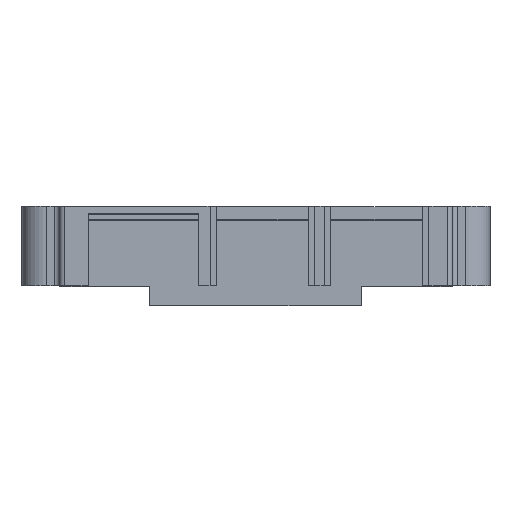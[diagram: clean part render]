
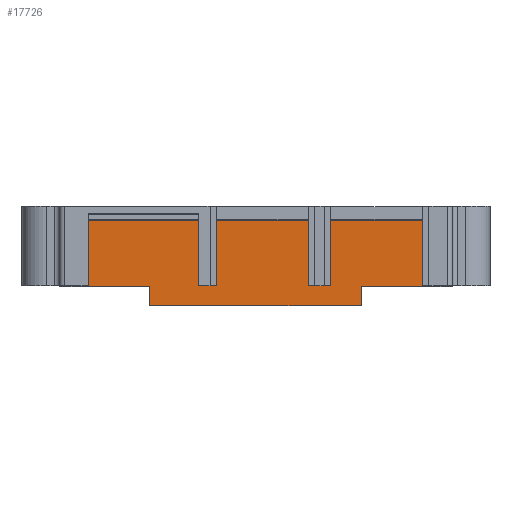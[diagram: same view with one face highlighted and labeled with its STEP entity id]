
A CAD part, top view. The second image highlights one B-rep face of the part: STEP entity #17726.
In plain terms, the highlighted planar face has unit normal (0, 0, 1).
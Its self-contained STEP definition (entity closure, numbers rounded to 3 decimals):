
#101 = PLANE('',#102);
#102 = AXIS2_PLACEMENT_3D('',#103,#104,#105);
#103 = CARTESIAN_POINT('',(62.,-10.5,-95.));
#104 = DIRECTION('',(0.,1.,0.));
#105 = DIRECTION('',(0.,0.,1.));
#725 = VERTEX_POINT('',#726);
#726 = CARTESIAN_POINT('',(47.6,-10.5,-93.));
#740 = PLANE('',#741);
#741 = AXIS2_PLACEMENT_3D('',#742,#743,#744);
#742 = CARTESIAN_POINT('',(47.6,-7.65,-95.));
#743 = DIRECTION('',(1.,0.,0.));
#744 = DIRECTION('',(0.,-1.,0.));
#752 = EDGE_CURVE('',#725,#753,#755,.T.);
#753 = VERTEX_POINT('',#754);
#754 = CARTESIAN_POINT('',(59.,-10.5,-93.));
#755 = SURFACE_CURVE('',#756,(#760,#767),.PCURVE_S1.);
#756 = LINE('',#757,#758);
#757 = CARTESIAN_POINT('',(47.6,-10.5,-93.));
#758 = VECTOR('',#759,1.);
#759 = DIRECTION('',(1.,0.,0.));
#760 = PCURVE('',#101,#761);
#761 = DEFINITIONAL_REPRESENTATION('',(#762),#766);
#762 = LINE('',#763,#764);
#763 = CARTESIAN_POINT('',(2.,-14.4));
#764 = VECTOR('',#765,1.);
#765 = DIRECTION('',(0.,1.));
#766 = ( GEOMETRIC_REPRESENTATION_CONTEXT(2) 
PARAMETRIC_REPRESENTATION_CONTEXT() REPRESENTATION_CONTEXT('2D SPACE',''
  ) );
#767 = PCURVE('',#768,#773);
#768 = PLANE('',#769);
#769 = AXIS2_PLACEMENT_3D('',#770,#771,#772);
#770 = CARTESIAN_POINT('',(2.,2.,-93.));
#771 = DIRECTION('',(0.,0.,1.));
#772 = DIRECTION('',(1.,0.,0.));
#773 = DEFINITIONAL_REPRESENTATION('',(#774),#778);
#774 = LINE('',#775,#776);
#775 = CARTESIAN_POINT('',(45.6,-12.5));
#776 = VECTOR('',#777,1.);
#777 = DIRECTION('',(1.,0.));
#778 = ( GEOMETRIC_REPRESENTATION_CONTEXT(2) 
PARAMETRIC_REPRESENTATION_CONTEXT() REPRESENTATION_CONTEXT('2D SPACE',''
  ) );
#797 = CYLINDRICAL_SURFACE('',#798,1.);
#798 = AXIS2_PLACEMENT_3D('',#799,#800,#801);
#799 = CARTESIAN_POINT('',(59.,-33.706,-92.));
#800 = DIRECTION('',(0.,1.,0.));
#801 = DIRECTION('',(1.,0.,0.));
#17263 = PLANE('',#17264);
#17264 = AXIS2_PLACEMENT_3D('',#17265,#17266,#17267);
#17265 = CARTESIAN_POINT('',(0.,0.,0.));
#17266 = DIRECTION('',(0.,1.,0.));
#17267 = DIRECTION('',(1.,0.,0.));
#17458 = PLANE('',#17459);
#17459 = AXIS2_PLACEMENT_3D('',#17460,#17461,#17462);
#17460 = CARTESIAN_POINT('',(47.6,-13.5,-95.));
#17461 = DIRECTION('',(0.,-1.,0.));
#17462 = DIRECTION('',(-1.,0.,0.));
#17640 = PLANE('',#17641);
#17641 = AXIS2_PLACEMENT_3D('',#17642,#17643,#17644);
#17642 = CARTESIAN_POINT('',(62.,-10.5,-95.));
#17643 = DIRECTION('',(0.,1.,0.));
#17644 = DIRECTION('',(0.,0.,1.));
#17666 = PLANE('',#17667);
#17667 = AXIS2_PLACEMENT_3D('',#17668,#17669,#17670);
#17668 = CARTESIAN_POINT('',(14.2,-13.5,-95.));
#17669 = DIRECTION('',(-1.,0.,0.));
#17670 = DIRECTION('',(0.,1.,0.));
#17684 = VERTEX_POINT('',#17685);
#17685 = CARTESIAN_POINT('',(47.6,-13.5,-93.));
#17706 = EDGE_CURVE('',#725,#17684,#17707,.T.);
#17707 = SURFACE_CURVE('',#17708,(#17712,#17719),.PCURVE_S1.);
#17708 = LINE('',#17709,#17710);
#17709 = CARTESIAN_POINT('',(47.6,-10.5,-93.));
#17710 = VECTOR('',#17711,1.);
#17711 = DIRECTION('',(0.,-1.,0.));
#17712 = PCURVE('',#740,#17713);
#17713 = DEFINITIONAL_REPRESENTATION('',(#17714),#17718);
#17714 = LINE('',#17715,#17716);
#17715 = CARTESIAN_POINT('',(2.85,-2.));
#17716 = VECTOR('',#17717,1.);
#17717 = DIRECTION('',(1.,0.));
#17718 = ( GEOMETRIC_REPRESENTATION_CONTEXT(2) 
PARAMETRIC_REPRESENTATION_CONTEXT() REPRESENTATION_CONTEXT('2D SPACE',''
  ) );
#17719 = PCURVE('',#768,#17720);
#17720 = DEFINITIONAL_REPRESENTATION('',(#17721),#17725);
#17721 = LINE('',#17722,#17723);
#17722 = CARTESIAN_POINT('',(45.6,-12.5));
#17723 = VECTOR('',#17724,1.);
#17724 = DIRECTION('',(0.,-1.));
#17725 = ( GEOMETRIC_REPRESENTATION_CONTEXT(2) 
PARAMETRIC_REPRESENTATION_CONTEXT() REPRESENTATION_CONTEXT('2D SPACE',''
  ) );
#17726 = ADVANCED_FACE('',(#17727),#768,.T.);
#17727 = FACE_BOUND('',#17728,.T.);
#17728 = EDGE_LOOP('',(#17729,#17730,#17753,#17776,#17804,#17827,#17850,
    #17871));
#17729 = ORIENTED_EDGE('',*,*,#752,.T.);
#17730 = ORIENTED_EDGE('',*,*,#17731,.T.);
#17731 = EDGE_CURVE('',#753,#17732,#17734,.T.);
#17732 = VERTEX_POINT('',#17733);
#17733 = CARTESIAN_POINT('',(59.,0.,-93.));
#17734 = SURFACE_CURVE('',#17735,(#17739,#17746),.PCURVE_S1.);
#17735 = LINE('',#17736,#17737);
#17736 = CARTESIAN_POINT('',(59.,-10.5,-93.));
#17737 = VECTOR('',#17738,1.);
#17738 = DIRECTION('',(0.,1.,0.));
#17739 = PCURVE('',#768,#17740);
#17740 = DEFINITIONAL_REPRESENTATION('',(#17741),#17745);
#17741 = LINE('',#17742,#17743);
#17742 = CARTESIAN_POINT('',(57.,-12.5));
#17743 = VECTOR('',#17744,1.);
#17744 = DIRECTION('',(0.,1.));
#17745 = ( GEOMETRIC_REPRESENTATION_CONTEXT(2) 
PARAMETRIC_REPRESENTATION_CONTEXT() REPRESENTATION_CONTEXT('2D SPACE',''
  ) );
#17746 = PCURVE('',#797,#17747);
#17747 = DEFINITIONAL_REPRESENTATION('',(#17748),#17752);
#17748 = LINE('',#17749,#17750);
#17749 = CARTESIAN_POINT('',(1.571,23.206));
#17750 = VECTOR('',#17751,1.);
#17751 = DIRECTION('',(0.,1.));
#17752 = ( GEOMETRIC_REPRESENTATION_CONTEXT(2) 
PARAMETRIC_REPRESENTATION_CONTEXT() REPRESENTATION_CONTEXT('2D SPACE',''
  ) );
#17753 = ORIENTED_EDGE('',*,*,#17754,.T.);
#17754 = EDGE_CURVE('',#17732,#17755,#17757,.T.);
#17755 = VERTEX_POINT('',#17756);
#17756 = CARTESIAN_POINT('',(3.,0.,-93.));
#17757 = SURFACE_CURVE('',#17758,(#17762,#17769),.PCURVE_S1.);
#17758 = LINE('',#17759,#17760);
#17759 = CARTESIAN_POINT('',(59.,0.,-93.));
#17760 = VECTOR('',#17761,1.);
#17761 = DIRECTION('',(-1.,0.,0.));
#17762 = PCURVE('',#768,#17763);
#17763 = DEFINITIONAL_REPRESENTATION('',(#17764),#17768);
#17764 = LINE('',#17765,#17766);
#17765 = CARTESIAN_POINT('',(57.,-2.));
#17766 = VECTOR('',#17767,1.);
#17767 = DIRECTION('',(-1.,0.));
#17768 = ( GEOMETRIC_REPRESENTATION_CONTEXT(2) 
PARAMETRIC_REPRESENTATION_CONTEXT() REPRESENTATION_CONTEXT('2D SPACE',''
  ) );
#17769 = PCURVE('',#17263,#17770);
#17770 = DEFINITIONAL_REPRESENTATION('',(#17771),#17775);
#17771 = LINE('',#17772,#17773);
#17772 = CARTESIAN_POINT('',(59.,93.));
#17773 = VECTOR('',#17774,1.);
#17774 = DIRECTION('',(-1.,0.));
#17775 = ( GEOMETRIC_REPRESENTATION_CONTEXT(2) 
PARAMETRIC_REPRESENTATION_CONTEXT() REPRESENTATION_CONTEXT('2D SPACE',''
  ) );
#17776 = ORIENTED_EDGE('',*,*,#17777,.F.);
#17777 = EDGE_CURVE('',#17778,#17755,#17780,.T.);
#17778 = VERTEX_POINT('',#17779);
#17779 = CARTESIAN_POINT('',(3.,-10.5,-93.));
#17780 = SURFACE_CURVE('',#17781,(#17785,#17792),.PCURVE_S1.);
#17781 = LINE('',#17782,#17783);
#17782 = CARTESIAN_POINT('',(3.,-10.5,-93.));
#17783 = VECTOR('',#17784,1.);
#17784 = DIRECTION('',(0.,1.,0.));
#17785 = PCURVE('',#768,#17786);
#17786 = DEFINITIONAL_REPRESENTATION('',(#17787),#17791);
#17787 = LINE('',#17788,#17789);
#17788 = CARTESIAN_POINT('',(1.,-12.5));
#17789 = VECTOR('',#17790,1.);
#17790 = DIRECTION('',(0.,1.));
#17791 = ( GEOMETRIC_REPRESENTATION_CONTEXT(2) 
PARAMETRIC_REPRESENTATION_CONTEXT() REPRESENTATION_CONTEXT('2D SPACE',''
  ) );
#17792 = PCURVE('',#17793,#17798);
#17793 = CYLINDRICAL_SURFACE('',#17794,1.);
#17794 = AXIS2_PLACEMENT_3D('',#17795,#17796,#17797);
#17795 = CARTESIAN_POINT('',(3.,-33.706,-92.));
#17796 = DIRECTION('',(0.,1.,0.));
#17797 = DIRECTION('',(0.,0.,-1.));
#17798 = DEFINITIONAL_REPRESENTATION('',(#17799),#17803);
#17799 = LINE('',#17800,#17801);
#17800 = CARTESIAN_POINT('',(0.,23.206));
#17801 = VECTOR('',#17802,1.);
#17802 = DIRECTION('',(0.,1.));
#17803 = ( GEOMETRIC_REPRESENTATION_CONTEXT(2) 
PARAMETRIC_REPRESENTATION_CONTEXT() REPRESENTATION_CONTEXT('2D SPACE',''
  ) );
#17804 = ORIENTED_EDGE('',*,*,#17805,.T.);
#17805 = EDGE_CURVE('',#17778,#17806,#17808,.T.);
#17806 = VERTEX_POINT('',#17807);
#17807 = CARTESIAN_POINT('',(14.2,-10.5,-93.));
#17808 = SURFACE_CURVE('',#17809,(#17813,#17820),.PCURVE_S1.);
#17809 = LINE('',#17810,#17811);
#17810 = CARTESIAN_POINT('',(3.,-10.5,-93.));
#17811 = VECTOR('',#17812,1.);
#17812 = DIRECTION('',(1.,0.,0.));
#17813 = PCURVE('',#768,#17814);
#17814 = DEFINITIONAL_REPRESENTATION('',(#17815),#17819);
#17815 = LINE('',#17816,#17817);
#17816 = CARTESIAN_POINT('',(1.,-12.5));
#17817 = VECTOR('',#17818,1.);
#17818 = DIRECTION('',(1.,0.));
#17819 = ( GEOMETRIC_REPRESENTATION_CONTEXT(2) 
PARAMETRIC_REPRESENTATION_CONTEXT() REPRESENTATION_CONTEXT('2D SPACE',''
  ) );
#17820 = PCURVE('',#17640,#17821);
#17821 = DEFINITIONAL_REPRESENTATION('',(#17822),#17826);
#17822 = LINE('',#17823,#17824);
#17823 = CARTESIAN_POINT('',(2.,-59.));
#17824 = VECTOR('',#17825,1.);
#17825 = DIRECTION('',(0.,1.));
#17826 = ( GEOMETRIC_REPRESENTATION_CONTEXT(2) 
PARAMETRIC_REPRESENTATION_CONTEXT() REPRESENTATION_CONTEXT('2D SPACE',''
  ) );
#17827 = ORIENTED_EDGE('',*,*,#17828,.F.);
#17828 = EDGE_CURVE('',#17829,#17806,#17831,.T.);
#17829 = VERTEX_POINT('',#17830);
#17830 = CARTESIAN_POINT('',(14.2,-13.5,-93.));
#17831 = SURFACE_CURVE('',#17832,(#17836,#17843),.PCURVE_S1.);
#17832 = LINE('',#17833,#17834);
#17833 = CARTESIAN_POINT('',(14.2,-13.5,-93.));
#17834 = VECTOR('',#17835,1.);
#17835 = DIRECTION('',(0.,1.,0.));
#17836 = PCURVE('',#768,#17837);
#17837 = DEFINITIONAL_REPRESENTATION('',(#17838),#17842);
#17838 = LINE('',#17839,#17840);
#17839 = CARTESIAN_POINT('',(12.2,-15.5));
#17840 = VECTOR('',#17841,1.);
#17841 = DIRECTION('',(0.,1.));
#17842 = ( GEOMETRIC_REPRESENTATION_CONTEXT(2) 
PARAMETRIC_REPRESENTATION_CONTEXT() REPRESENTATION_CONTEXT('2D SPACE',''
  ) );
#17843 = PCURVE('',#17666,#17844);
#17844 = DEFINITIONAL_REPRESENTATION('',(#17845),#17849);
#17845 = LINE('',#17846,#17847);
#17846 = CARTESIAN_POINT('',(0.,-2.));
#17847 = VECTOR('',#17848,1.);
#17848 = DIRECTION('',(1.,0.));
#17849 = ( GEOMETRIC_REPRESENTATION_CONTEXT(2) 
PARAMETRIC_REPRESENTATION_CONTEXT() REPRESENTATION_CONTEXT('2D SPACE',''
  ) );
#17850 = ORIENTED_EDGE('',*,*,#17851,.T.);
#17851 = EDGE_CURVE('',#17829,#17684,#17852,.T.);
#17852 = SURFACE_CURVE('',#17853,(#17857,#17864),.PCURVE_S1.);
#17853 = LINE('',#17854,#17855);
#17854 = CARTESIAN_POINT('',(14.2,-13.5,-93.));
#17855 = VECTOR('',#17856,1.);
#17856 = DIRECTION('',(1.,0.,0.));
#17857 = PCURVE('',#768,#17858);
#17858 = DEFINITIONAL_REPRESENTATION('',(#17859),#17863);
#17859 = LINE('',#17860,#17861);
#17860 = CARTESIAN_POINT('',(12.2,-15.5));
#17861 = VECTOR('',#17862,1.);
#17862 = DIRECTION('',(1.,0.));
#17863 = ( GEOMETRIC_REPRESENTATION_CONTEXT(2) 
PARAMETRIC_REPRESENTATION_CONTEXT() REPRESENTATION_CONTEXT('2D SPACE',''
  ) );
#17864 = PCURVE('',#17458,#17865);
#17865 = DEFINITIONAL_REPRESENTATION('',(#17866),#17870);
#17866 = LINE('',#17867,#17868);
#17867 = CARTESIAN_POINT('',(33.4,-2.));
#17868 = VECTOR('',#17869,1.);
#17869 = DIRECTION('',(-1.,-0.));
#17870 = ( GEOMETRIC_REPRESENTATION_CONTEXT(2) 
PARAMETRIC_REPRESENTATION_CONTEXT() REPRESENTATION_CONTEXT('2D SPACE',''
  ) );
#17871 = ORIENTED_EDGE('',*,*,#17706,.F.);
